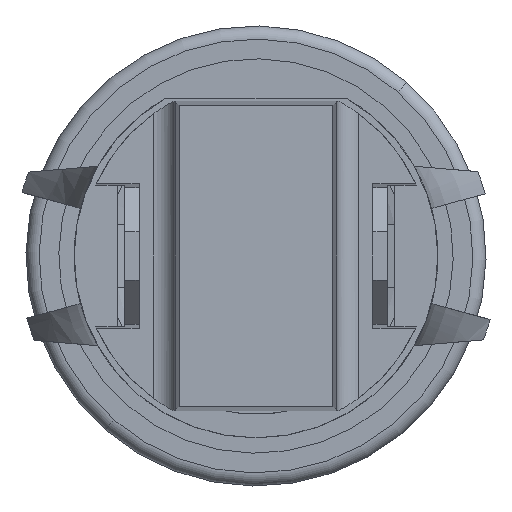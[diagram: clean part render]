
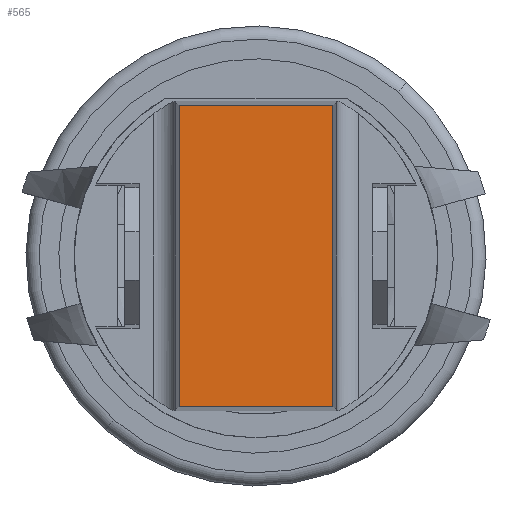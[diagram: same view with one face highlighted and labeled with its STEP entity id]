
A CAD part, front view. The second image highlights one B-rep face of the part: STEP entity #565.
In plain terms, the highlighted planar face has unit normal (0, -1, 0).
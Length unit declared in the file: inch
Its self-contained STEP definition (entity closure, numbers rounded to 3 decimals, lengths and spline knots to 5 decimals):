
#136 = CARTESIAN_POINT ( 'NONE',  ( -0.20612, -0.337, -0.10512 ) ) ;
#490 = VECTOR ( 'NONE', #4050, 39.37008 ) ;
#565 = ADVANCED_FACE ( 'NONE', ( #4191 ), #6298, .F. ) ;
#732 = LINE ( 'NONE', #3960, #490 ) ;
#953 = DIRECTION ( 'NONE',  ( -1., 0., 0. ) ) ;
#960 = VERTEX_POINT ( 'NONE', #3598 ) ;
#1057 = VECTOR ( 'NONE', #6918, 39.37008 ) ;
#1831 = DIRECTION ( 'NONE',  ( 0., 0., 1. ) ) ;
#1971 = EDGE_CURVE ( 'NONE', #5096, #3324, #732, .T. ) ;
#2050 = LINE ( 'NONE', #7724, #7882 ) ;
#2144 = VERTEX_POINT ( 'NONE', #136 ) ;
#2576 = CARTESIAN_POINT ( 'NONE',  ( 0.20612, -0.337, -0.10512 ) ) ;
#3160 = ORIENTED_EDGE ( 'NONE', *, *, #3565, .T. ) ;
#3287 = VECTOR ( 'NONE', #953, 39.37008 ) ;
#3324 = VERTEX_POINT ( 'NONE', #2576 ) ;
#3565 = EDGE_CURVE ( 'NONE', #5096, #960, #9811, .T. ) ;
#3598 = CARTESIAN_POINT ( 'NONE',  ( -0.20612, -0.337, 0.10512 ) ) ;
#3745 = ORIENTED_EDGE ( 'NONE', *, *, #1971, .F. ) ;
#3960 = CARTESIAN_POINT ( 'NONE',  ( 0.20612, -0.337, 0.111 ) ) ;
#4050 = DIRECTION ( 'NONE',  ( 0., 0., -1. ) ) ;
#4191 = FACE_OUTER_BOUND ( 'NONE', #8091, .T. ) ;
#5096 = VERTEX_POINT ( 'NONE', #7172 ) ;
#5382 = CARTESIAN_POINT ( 'NONE',  ( 0.212, -0.337, -0.10512 ) ) ;
#6298 = PLANE ( 'NONE',  #7449 ) ;
#6401 = DIRECTION ( 'NONE',  ( 0., 1., 0. ) ) ;
#6918 = DIRECTION ( 'NONE',  ( -1., 0., 0. ) ) ;
#7172 = CARTESIAN_POINT ( 'NONE',  ( 0.20612, -0.337, 0.10512 ) ) ;
#7449 = AXIS2_PLACEMENT_3D ( 'NONE', #9323, #6401, #1831 ) ;
#7724 = CARTESIAN_POINT ( 'NONE',  ( -0.20612, -0.337, 0.111 ) ) ;
#7730 = DIRECTION ( 'NONE',  ( 0., 0., -1. ) ) ;
#7766 = ORIENTED_EDGE ( 'NONE', *, *, #7919, .T. ) ;
#7882 = VECTOR ( 'NONE', #7730, 39.37008 ) ;
#7919 = EDGE_CURVE ( 'NONE', #960, #2144, #2050, .T. ) ;
#8091 = EDGE_LOOP ( 'NONE', ( #7766, #8464, #3745, #3160 ) ) ;
#8464 = ORIENTED_EDGE ( 'NONE', *, *, #9807, .F. ) ;
#8914 = LINE ( 'NONE', #5382, #1057 ) ;
#9179 = CARTESIAN_POINT ( 'NONE',  ( 0.212, -0.337, 0.10512 ) ) ;
#9323 = CARTESIAN_POINT ( 'NONE',  ( 0.212, -0.337, 0.111 ) ) ;
#9807 = EDGE_CURVE ( 'NONE', #3324, #2144, #8914, .T. ) ;
#9811 = LINE ( 'NONE', #9179, #3287 ) ;
